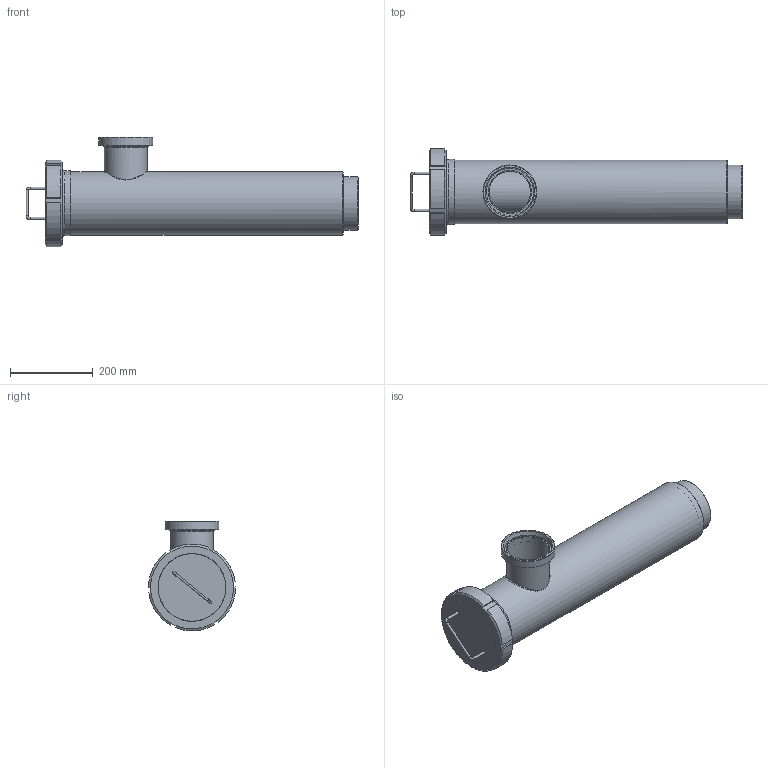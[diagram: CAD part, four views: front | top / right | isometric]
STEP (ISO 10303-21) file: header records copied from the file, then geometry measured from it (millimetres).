
FILE_DESCRIPTION((''),'2;1');
FILE_NAME('60100100X300.stp','2010-10-29T10:36:44',('Creator'),(''),'Autodesk Inventor 2010','Autodesk Inventor 2010','');
FILE_SCHEMA(('AUTOMOTIVE_DESIGN { 1 0 10303 214 1 1 1 1 }'));
Length unit declared in the file: millimetre
Products named in the file (1): 60100100X300
Bounding box: 801 x 209.99 x 264.75 mm (x, y, z)
Volume: 2237220.9 mm3; surface area: 1363913 mm2
Topology: 1 solids, 2 shells, 111 faces, 231 edges, 144 vertices
Faces by surface type: plane 42, cylinder 34, cone 28, bspline 5, torus 2
Full cylindrical faces by diameter (mm): 6 x3, 94.5 x1, 100 x3, 102.5 x1, 104 x3, 104.5 x1, 110.5 x1, 113.8 x2, 116 x2, 117 x1, 130 x2, 150 x1, 154 x1, 155 x1, 157 x1, 163 x1, 164 x1, 166.8 x1, 190.4 x1
Entity records: 5145 total; most frequent: CARTESIAN_POINT 3072, DIRECTION 432, ORIENTED_EDGE 346, AXIS2_PLACEMENT_3D 204, EDGE_LOOP 186, EDGE_CURVE 173, VERTEX_POINT 135, FACE_OUTER_BOUND 111
